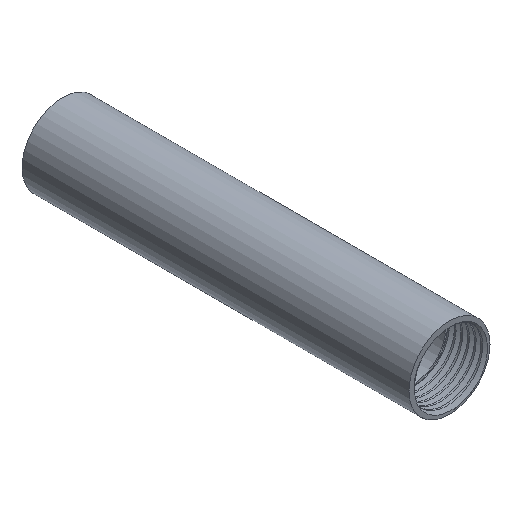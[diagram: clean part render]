
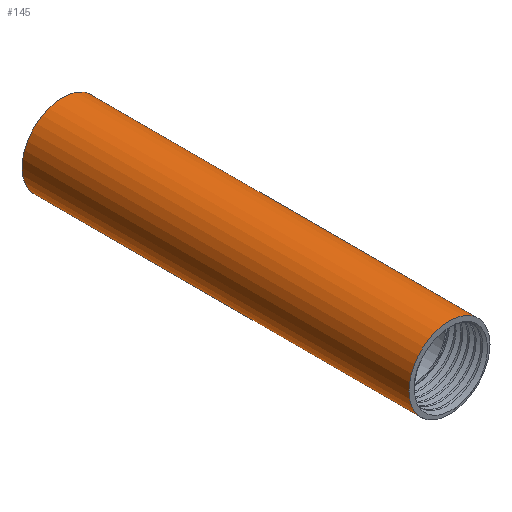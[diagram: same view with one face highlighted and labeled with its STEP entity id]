
A CAD part, isometric view. The second image highlights one B-rep face of the part: STEP entity #145.
In plain terms, the highlighted cylindrical face has radius 11 mm (diameter 22 mm), a full revolution.
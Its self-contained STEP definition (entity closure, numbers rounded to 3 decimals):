
#34=CYLINDRICAL_SURFACE('',#171,11.);
#47=ORIENTED_EDGE('',*,*,#73,.T.);
#48=ORIENTED_EDGE('',*,*,#80,.T.);
#73=EDGE_CURVE('',#90,#90,#102,.T.);
#80=EDGE_CURVE('',#96,#96,#105,.T.);
#90=VERTEX_POINT('',#219);
#96=VERTEX_POINT('',#489);
#102=CIRCLE('',#167,11.);
#105=CIRCLE('',#172,11.);
#112=EDGE_LOOP('',(#47));
#113=EDGE_LOOP('',(#48));
#127=FACE_BOUND('',#112,.T.);
#128=FACE_BOUND('',#113,.T.);
#145=ADVANCED_FACE('',(#127,#128),#34,.T.);
#167=AXIS2_PLACEMENT_3D('',#218,#185,#186);
#171=AXIS2_PLACEMENT_3D('',#487,#193,#194);
#172=AXIS2_PLACEMENT_3D('',#488,#195,#196);
#185=DIRECTION('',(0.,1.,0.));
#186=DIRECTION('',(1.,0.,0.));
#193=DIRECTION('',(0.,1.,0.));
#194=DIRECTION('',(0.,0.,1.));
#195=DIRECTION('',(0.,-1.,0.));
#196=DIRECTION('',(-1.,0.,0.));
#218=CARTESIAN_POINT('',(0.,-65.,0.));
#219=CARTESIAN_POINT('',(11.,-65.,0.));
#487=CARTESIAN_POINT('',(0.,-65.,0.));
#488=CARTESIAN_POINT('',(0.,40.,0.));
#489=CARTESIAN_POINT('',(-11.,40.,0.));
